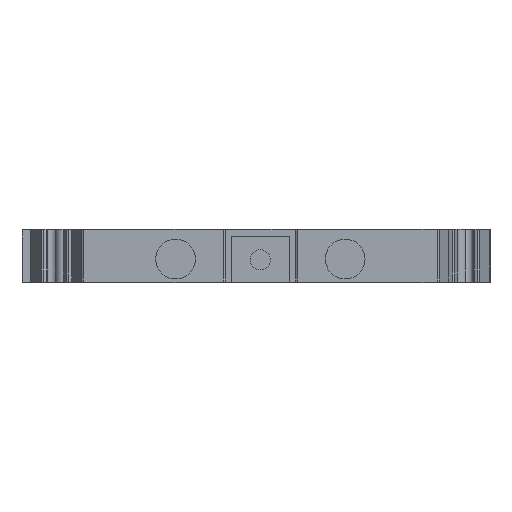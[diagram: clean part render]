
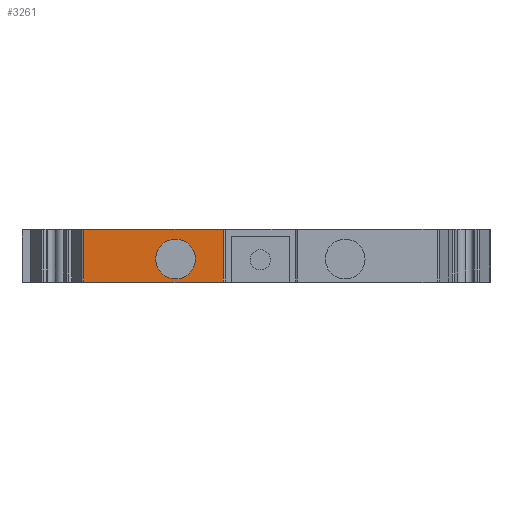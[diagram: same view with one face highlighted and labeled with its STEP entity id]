
A CAD part, top view. The second image highlights one B-rep face of the part: STEP entity #3261.
In plain terms, the highlighted planar face has unit normal (0, 0, 1).
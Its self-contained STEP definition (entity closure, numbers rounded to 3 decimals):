
#183=CIRCLE('',#3554,2.25);
#539=ORIENTED_EDGE('',*,*,#1503,.T.);
#540=ORIENTED_EDGE('',*,*,#1478,.F.);
#541=ORIENTED_EDGE('',*,*,#1504,.F.);
#542=ORIENTED_EDGE('',*,*,#1347,.T.);
#543=ORIENTED_EDGE('',*,*,#1505,.T.);
#1347=EDGE_CURVE('',#1834,#1833,#2123,.T.);
#1478=EDGE_CURVE('',#1959,#1960,#2202,.T.);
#1503=EDGE_CURVE('',#1974,#1974,#183,.T.);
#1504=EDGE_CURVE('',#1834,#1959,#2222,.T.);
#1505=EDGE_CURVE('',#1833,#1960,#2223,.T.);
#1833=VERTEX_POINT('',#5009);
#1834=VERTEX_POINT('',#5011);
#1959=VERTEX_POINT('',#5267);
#1960=VERTEX_POINT('',#5269);
#1974=VERTEX_POINT('',#5314);
#2123=LINE('',#5010,#2504);
#2202=LINE('',#5268,#2583);
#2222=LINE('',#5315,#2603);
#2223=LINE('',#5316,#2604);
#2504=VECTOR('',#3958,1000.);
#2583=VECTOR('',#4143,1000.);
#2603=VECTOR('',#4187,1000.);
#2604=VECTOR('',#4188,1000.);
#2787=EDGE_LOOP('',(#539));
#2788=EDGE_LOOP('',(#540,#541,#542,#543));
#2966=FACE_BOUND('',#2787,.T.);
#2967=FACE_BOUND('',#2788,.T.);
#3145=PLANE('',#3553);
#3261=ADVANCED_FACE('',(#2966,#2967),#3145,.F.);
#3553=AXIS2_PLACEMENT_3D('',#5312,#4183,#4184);
#3554=AXIS2_PLACEMENT_3D('',#5313,#4185,#4186);
#3958=DIRECTION('',(-1.,0.,0.));
#4143=DIRECTION('',(-1.,0.,0.));
#4183=DIRECTION('',(0.,0.,-1.));
#4184=DIRECTION('',(-1.,0.,0.));
#4185=DIRECTION('',(0.,0.,-1.));
#4186=DIRECTION('',(1.,0.,0.));
#4187=DIRECTION('',(0.,-1.,0.));
#4188=DIRECTION('',(0.,-1.,0.));
#5009=CARTESIAN_POINT('',(-20.001,0.,29.325));
#5010=CARTESIAN_POINT('',(26.,0.,29.325));
#5011=CARTESIAN_POINT('',(-4.225,0.,29.325));
#5267=CARTESIAN_POINT('',(-4.225,-6.,29.325));
#5268=CARTESIAN_POINT('',(26.,-6.,29.325));
#5269=CARTESIAN_POINT('',(-20.001,-6.,29.325));
#5312=CARTESIAN_POINT('',(26.,-6.,29.325));
#5313=CARTESIAN_POINT('',(-9.6,-3.4,29.325));
#5314=CARTESIAN_POINT('',(-7.35,-3.4,29.325));
#5315=CARTESIAN_POINT('',(-4.225,64.,29.325));
#5316=CARTESIAN_POINT('',(-20.001,-6.,29.325));
